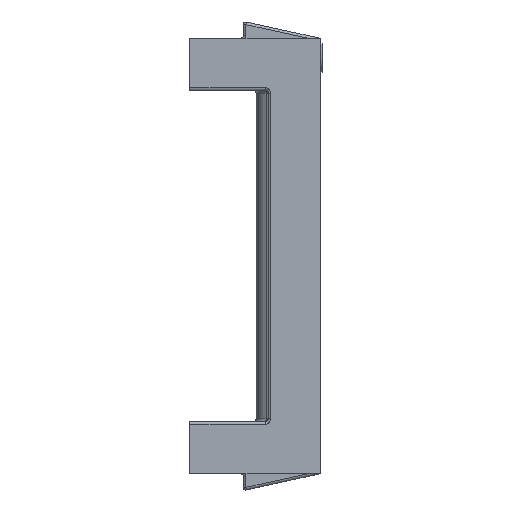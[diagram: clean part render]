
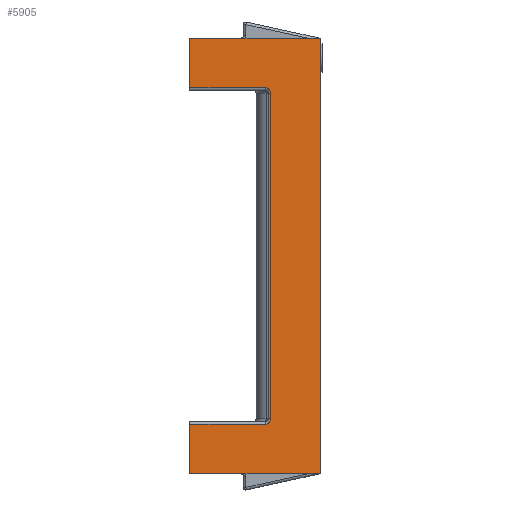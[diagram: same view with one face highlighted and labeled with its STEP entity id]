
A CAD part, left-side view. The second image highlights one B-rep face of the part: STEP entity #5905.
In plain terms, the highlighted planar face has unit normal (-1, 0, 0).
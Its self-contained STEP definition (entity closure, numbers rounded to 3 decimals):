
#148 = LINE ( 'NONE', #8634, #13089 ) ;
#355 = ORIENTED_EDGE ( 'NONE', *, *, #6074, .F. ) ;
#459 = EDGE_CURVE ( 'NONE', #7777, #12067, #14424, .T. ) ;
#779 = CARTESIAN_POINT ( 'NONE',  ( -25., -5.8, 12.9 ) ) ;
#1084 = EDGE_CURVE ( 'NONE', #11678, #12963, #16457, .T. ) ;
#1165 = EDGE_CURVE ( 'NONE', #11678, #12067, #14811, .T. ) ;
#1890 = DIRECTION ( 'NONE',  ( 0., 1., 0. ) ) ;
#2141 = DIRECTION ( 'NONE',  ( -1., 0., 0. ) ) ;
#2345 = ORIENTED_EDGE ( 'NONE', *, *, #459, .F. ) ;
#2659 = VERTEX_POINT ( 'NONE', #14008 ) ;
#2842 = CARTESIAN_POINT ( 'NONE',  ( -25., -6.2, -12.5 ) ) ;
#2846 = CARTESIAN_POINT ( 'NONE',  ( -25., -6., 12.9 ) ) ;
#2908 = LINE ( 'NONE', #9073, #9254 ) ;
#3225 = EDGE_CURVE ( 'NONE', #7777, #16051, #2908, .T. ) ;
#3350 = EDGE_LOOP ( 'NONE', ( #6243, #15070, #2345, #8157, #355, #7676, #3489, #11140, #11891, #4971 ) ) ;
#3472 = CARTESIAN_POINT ( 'NONE',  ( -25., 0., 16.7 ) ) ;
#3489 = ORIENTED_EDGE ( 'NONE', *, *, #9274, .F. ) ;
#3721 = CARTESIAN_POINT ( 'NONE',  ( -25., -5.8, -12.5 ) ) ;
#4037 = DIRECTION ( 'NONE',  ( 0., -1., 0. ) ) ;
#4785 = LINE ( 'NONE', #10803, #11579 ) ;
#4971 = ORIENTED_EDGE ( 'NONE', *, *, #8070, .T. ) ;
#5015 = DIRECTION ( 'NONE',  ( 0., 0., 1. ) ) ;
#5432 = CIRCLE ( 'NONE', #9956, 0.4 ) ;
#5905 = ADVANCED_FACE ( 'NONE', ( #7396 ), #9767, .T. ) ;
#5971 = VERTEX_POINT ( 'NONE', #16468 ) ;
#5979 = EDGE_CURVE ( 'NONE', #11454, #7509, #148, .T. ) ;
#6074 = EDGE_CURVE ( 'NONE', #11454, #16051, #5432, .T. ) ;
#6148 = CARTESIAN_POINT ( 'NONE',  ( -25., -6.2, 12.5 ) ) ;
#6227 = DIRECTION ( 'NONE',  ( -1., 0., 0. ) ) ;
#6243 = ORIENTED_EDGE ( 'NONE', *, *, #1084, .F. ) ;
#6609 = CARTESIAN_POINT ( 'NONE',  ( -25., 0., 16.7 ) ) ;
#7396 = FACE_OUTER_BOUND ( 'NONE', #3350, .T. ) ;
#7462 = CARTESIAN_POINT ( 'NONE',  ( -25., 0., 12.9 ) ) ;
#7463 = VECTOR ( 'NONE', #4037, 1000. ) ;
#7499 = EDGE_CURVE ( 'NONE', #10128, #2659, #4785, .T. ) ;
#7509 = VERTEX_POINT ( 'NONE', #13443 ) ;
#7676 = ORIENTED_EDGE ( 'NONE', *, *, #5979, .T. ) ;
#7777 = VERTEX_POINT ( 'NONE', #6148 ) ;
#7936 = AXIS2_PLACEMENT_3D ( 'NONE', #13586, #2141, #11055 ) ;
#8070 = EDGE_CURVE ( 'NONE', #5971, #12963, #8541, .T. ) ;
#8157 = ORIENTED_EDGE ( 'NONE', *, *, #3225, .T. ) ;
#8541 = LINE ( 'NONE', #13150, #11557 ) ;
#8634 = CARTESIAN_POINT ( 'NONE',  ( -25., 0., -12.9 ) ) ;
#8730 = CARTESIAN_POINT ( 'NONE',  ( -25., -10., -16.7 ) ) ;
#8989 = LINE ( 'NONE', #11415, #15546 ) ;
#9073 = CARTESIAN_POINT ( 'NONE',  ( -25., -6.2, -12.7 ) ) ;
#9254 = VECTOR ( 'NONE', #13014, 1000. ) ;
#9274 = EDGE_CURVE ( 'NONE', #2659, #7509, #9655, .T. ) ;
#9655 = LINE ( 'NONE', #3472, #12718 ) ;
#9767 = PLANE ( 'NONE',  #7936 ) ;
#9797 = CARTESIAN_POINT ( 'NONE',  ( -25., -5.8, 12.5 ) ) ;
#9915 = DIRECTION ( 'NONE',  ( 0., 1., 0. ) ) ;
#9956 = AXIS2_PLACEMENT_3D ( 'NONE', #3721, #12722, #5015 ) ;
#10128 = VERTEX_POINT ( 'NONE', #8730 ) ;
#10229 = DIRECTION ( 'NONE',  ( 0., 0., 1. ) ) ;
#10686 = CARTESIAN_POINT ( 'NONE',  ( -25., -5.8, -12.9 ) ) ;
#10803 = CARTESIAN_POINT ( 'NONE',  ( -25., -10., -16.7 ) ) ;
#11055 = DIRECTION ( 'NONE',  ( 0., 0., 1. ) ) ;
#11110 = DIRECTION ( 'NONE',  ( 0., 0., 1. ) ) ;
#11140 = ORIENTED_EDGE ( 'NONE', *, *, #7499, .F. ) ;
#11190 = EDGE_CURVE ( 'NONE', #10128, #5971, #8989, .T. ) ;
#11415 = CARTESIAN_POINT ( 'NONE',  ( -25., -10., 16.7 ) ) ;
#11454 = VERTEX_POINT ( 'NONE', #10686 ) ;
#11557 = VECTOR ( 'NONE', #11863, 1000. ) ;
#11579 = VECTOR ( 'NONE', #1890, 1000. ) ;
#11678 = VERTEX_POINT ( 'NONE', #7462 ) ;
#11863 = DIRECTION ( 'NONE',  ( 0., 1., 0. ) ) ;
#11891 = ORIENTED_EDGE ( 'NONE', *, *, #11190, .T. ) ;
#12067 = VERTEX_POINT ( 'NONE', #779 ) ;
#12247 = DIRECTION ( 'NONE',  ( 0., 0., 1. ) ) ;
#12279 = AXIS2_PLACEMENT_3D ( 'NONE', #9797, #6227, #12247 ) ;
#12527 = VECTOR ( 'NONE', #10229, 1000. ) ;
#12718 = VECTOR ( 'NONE', #11110, 1000. ) ;
#12722 = DIRECTION ( 'NONE',  ( -1., 0., 0. ) ) ;
#12963 = VERTEX_POINT ( 'NONE', #13160 ) ;
#13014 = DIRECTION ( 'NONE',  ( 0., 0., -1. ) ) ;
#13089 = VECTOR ( 'NONE', #9915, 1000. ) ;
#13150 = CARTESIAN_POINT ( 'NONE',  ( -25., -10., 16.7 ) ) ;
#13160 = CARTESIAN_POINT ( 'NONE',  ( -25., 0., 16.7 ) ) ;
#13443 = CARTESIAN_POINT ( 'NONE',  ( -25., 0., -12.9 ) ) ;
#13586 = CARTESIAN_POINT ( 'NONE',  ( -25., -10., 16.7 ) ) ;
#14008 = CARTESIAN_POINT ( 'NONE',  ( -25., 0., -16.7 ) ) ;
#14424 = CIRCLE ( 'NONE', #12279, 0.4 ) ;
#14811 = LINE ( 'NONE', #2846, #7463 ) ;
#15070 = ORIENTED_EDGE ( 'NONE', *, *, #1165, .T. ) ;
#15546 = VECTOR ( 'NONE', #16740, 1000. ) ;
#16051 = VERTEX_POINT ( 'NONE', #2842 ) ;
#16457 = LINE ( 'NONE', #6609, #12527 ) ;
#16468 = CARTESIAN_POINT ( 'NONE',  ( -25., -10., 16.7 ) ) ;
#16740 = DIRECTION ( 'NONE',  ( 0., 0., 1. ) ) ;
